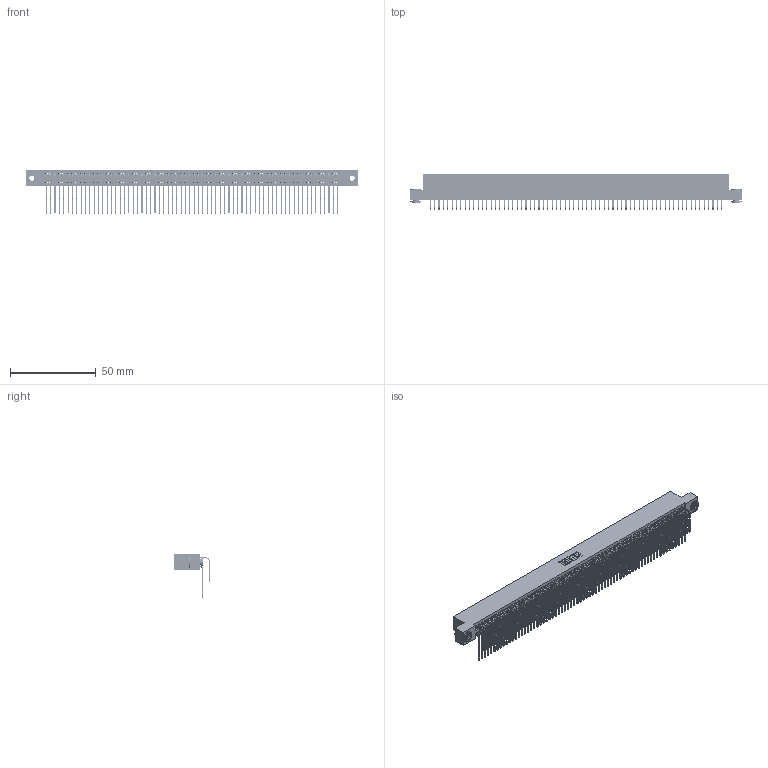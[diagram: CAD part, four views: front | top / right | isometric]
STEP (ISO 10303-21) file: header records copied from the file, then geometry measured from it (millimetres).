
FILE_DESCRIPTION (( 'STEP AP203' ), '1' );
FILE_NAME ('345-136-559-203.STEP', '2018-10-20T15:59:32', ( '' ), ( '' ), 'SwSTEP 2.0', 'SolidWorks 2016', '' );
FILE_SCHEMA (( 'CONFIG_CONTROL_DESIGN' ));
Length unit declared in the file: inch
Products named in the file (5): 345-292-001_558 559 Tail - 1; 345-250-002_345-250-002-102; 345-292-001_559 Tail - 2; 345 Part_Flush Mounting Lugs - 0.156 Dia-TH; 345-136-559-203
Assembly tree (139 placements, depth 2):
  345-136-559-203
    345 Part_Flush Mounting Lugs - 0.156 Dia-TH
    345-292-001_558 559 Tail - 1  x68
    345-292-001_559 Tail - 2  x68
    345-250-002_345-250-002-102  x2
Bounding box: 193.93 x 20.56 x 25.53 mm (x, y, z)
Volume: 19883.7 mm3; surface area: 33789.2 mm2
Topology: 139 solids, 139 shells, 7236 faces, 21497 edges, 14146 vertices
Faces by surface type: plane 4850, cylinder 2378, cone 8
Entity records: 52156 total; most frequent: CARTESIAN_POINT 8738, ORIENTED_EDGE 8614, DIRECTION 7677, EDGE_CURVE 4307, LINE 3839, VECTOR 3839, VERTEX_POINT 2866, AXIS2_PLACEMENT_3D 1919
